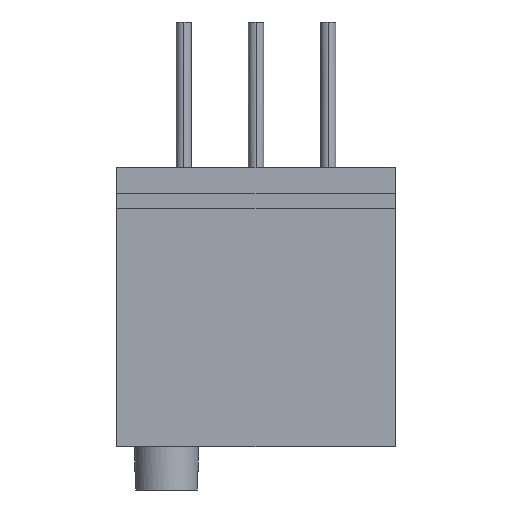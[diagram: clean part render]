
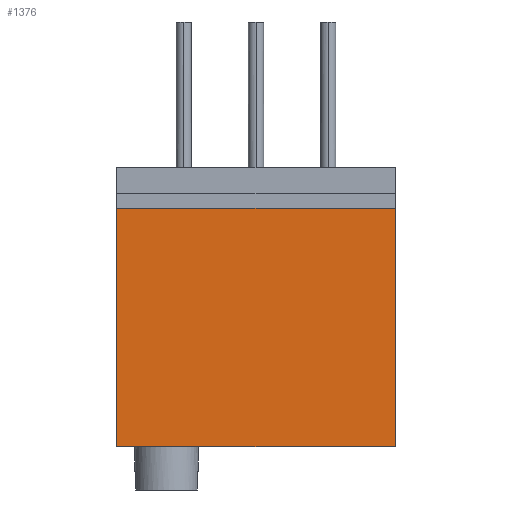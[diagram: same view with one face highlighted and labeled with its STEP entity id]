
A CAD part, front view. The second image highlights one B-rep face of the part: STEP entity #1376.
In plain terms, the highlighted planar face has unit normal (0, -1, 0).
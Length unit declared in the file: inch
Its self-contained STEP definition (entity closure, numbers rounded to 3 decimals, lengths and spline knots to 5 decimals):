
#49=DIRECTION('',(1.,0.,0.));
#50=VECTOR('',#49,0.385);
#51=CARTESIAN_POINT('',(-0.1925,0.,0.147));
#52=LINE('',#51,#50);
#53=DIRECTION('',(0.,0.,-1.));
#54=VECTOR('',#53,0.33);
#55=CARTESIAN_POINT('',(0.1925,0.,0.147));
#56=LINE('',#55,#54);
#57=DIRECTION('',(-1.,0.,0.));
#58=VECTOR('',#57,0.385);
#59=CARTESIAN_POINT('',(0.1925,0.,-0.183));
#60=LINE('',#59,#58);
#61=DIRECTION('',(0.,0.,1.));
#62=VECTOR('',#61,0.33);
#63=CARTESIAN_POINT('',(-0.1925,0.,-0.183));
#64=LINE('',#63,#62);
#991=CARTESIAN_POINT('',(0.1925,0.,-0.183));
#992=CARTESIAN_POINT('',(-0.1925,0.,-0.183));
#993=VERTEX_POINT('',#991);
#994=VERTEX_POINT('',#992);
#1075=CARTESIAN_POINT('',(-0.1925,0.,0.147));
#1076=CARTESIAN_POINT('',(0.1925,0.,0.147));
#1077=VERTEX_POINT('',#1075);
#1078=VERTEX_POINT('',#1076);
#1363=CARTESIAN_POINT('',(0.,0.,0.));
#1364=DIRECTION('',(0.,1.,0.));
#1365=DIRECTION('',(1.,0.,0.));
#1366=AXIS2_PLACEMENT_3D('',#1363,#1364,#1365);
#1367=PLANE('',#1366);
#1368=ORIENTED_EDGE('',*,*,#1353,.T.);
#1369=ORIENTED_EDGE('',*,*,#1343,.T.);
#1371=ORIENTED_EDGE('',*,*,#1370,.T.);
#1373=ORIENTED_EDGE('',*,*,#1372,.T.);
#1374=EDGE_LOOP('',(#1368,#1369,#1371,#1373));
#1375=FACE_OUTER_BOUND('',#1374,.F.);
#1376=ADVANCED_FACE('',(#1375),#1367,.F.);
#1343=EDGE_CURVE('',#1078,#993,#56,.T.);
#1353=EDGE_CURVE('',#1077,#1078,#52,.T.);
#1370=EDGE_CURVE('',#993,#994,#60,.T.);
#1372=EDGE_CURVE('',#994,#1077,#64,.T.);
